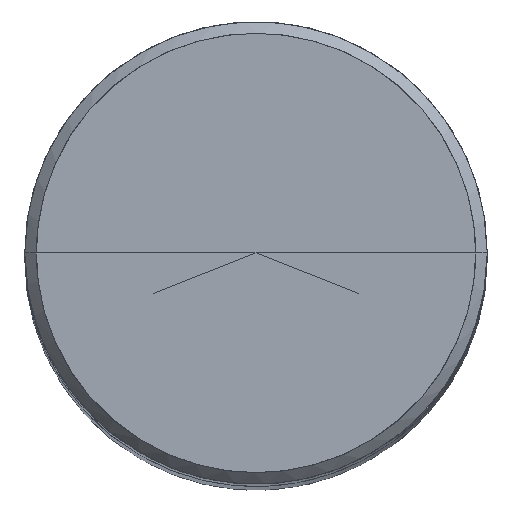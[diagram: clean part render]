
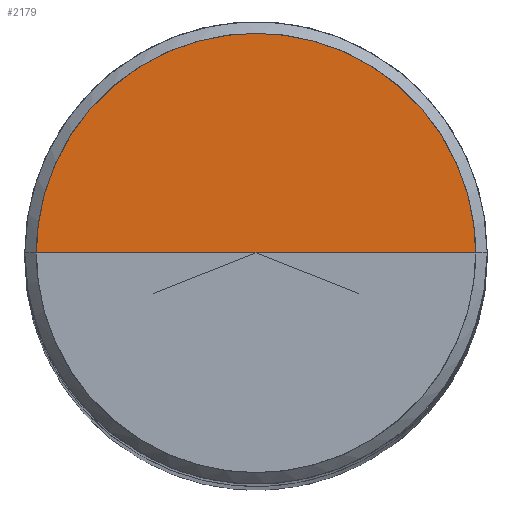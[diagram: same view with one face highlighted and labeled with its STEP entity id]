
A CAD part, top view. The second image highlights one B-rep face of the part: STEP entity #2179.
In plain terms, the highlighted free-form (B-spline) face has degree [1, 2] with [2, 5] control points.
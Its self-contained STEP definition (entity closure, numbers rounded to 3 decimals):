
#1937=CARTESIAN_POINT('',(9.5,0.0,50.0));
#1938=CARTESIAN_POINT('',(9.5,9.5,50.0));
#1939=CARTESIAN_POINT('',(0.0,9.5,50.0));
#1940=CARTESIAN_POINT('',(-9.5,9.5,50.0));
#1941=CARTESIAN_POINT('',(-9.5,0.0,50.0));
#1942=CARTESIAN_POINT('',(0.0,0.0,50.0));
#2164=(
BOUNDED_SURFACE()
B_SPLINE_SURFACE(1,2,(
(#1937,#1938,#1939,#1940,#1941),
(#1942,#1942,#1942,#1942,#1942)
), .UNSPECIFIED.,.F.,.F.,.F.)
B_SPLINE_SURFACE_WITH_KNOTS((2,2),(3,2,3),(
0.0,1.0),(
0.0,0.5,1.0), .UNSPECIFIED.)
GEOMETRIC_REPRESENTATION_ITEM()
RATIONAL_B_SPLINE_SURFACE(((1.0,0.707,1.0,0.707,1.0),
(1.0,0.707,1.0,0.707,1.0)
))
REPRESENTATION_ITEM('')
SURFACE()
);
#2165=(
BOUNDED_CURVE()
B_SPLINE_CURVE(2,(#1941,#1940,#1939,#1938,#1937),.UNSPECIFIED.,.F.,.F.)
B_SPLINE_CURVE_WITH_KNOTS((3,2,3),
(0.0,0.5,1.0),.UNSPECIFIED.)
CURVE()
GEOMETRIC_REPRESENTATION_ITEM()
RATIONAL_B_SPLINE_CURVE((1.0,0.707,1.0,0.707,1.0))
REPRESENTATION_ITEM('')
);
#2166=(
BOUNDED_CURVE()
B_SPLINE_CURVE(1,(#1937,#1942),.UNSPECIFIED.,.F.,.F.)
B_SPLINE_CURVE_WITH_KNOTS((2,2),
(0.0,1.0),.UNSPECIFIED.)
CURVE()
GEOMETRIC_REPRESENTATION_ITEM()
RATIONAL_B_SPLINE_CURVE((1.0,1.0))
REPRESENTATION_ITEM('')
);
#2167=(
BOUNDED_CURVE()
B_SPLINE_CURVE(1,(#1942,#1941),.UNSPECIFIED.,.F.,.F.)
B_SPLINE_CURVE_WITH_KNOTS((2,2),
(0.0,1.0),.UNSPECIFIED.)
CURVE()
GEOMETRIC_REPRESENTATION_ITEM()
RATIONAL_B_SPLINE_CURVE((1.0,1.0))
REPRESENTATION_ITEM('')
);
#2168=VERTEX_POINT('',#1937);
#2169=VERTEX_POINT('',#1941);
#2170=VERTEX_POINT('',#1942);
#2171=EDGE_CURVE('',#2169,#2168,#2165,.T.);
#2172=EDGE_CURVE('',#2168,#2170,#2166,.T.);
#2173=EDGE_CURVE('',#2170,#2169,#2167,.T.);
#2174=ORIENTED_EDGE('',*,*,#2171,.T.);
#2175=ORIENTED_EDGE('',*,*,#2172,.T.);
#2176=ORIENTED_EDGE('',*,*,#2173,.T.);
#2177=EDGE_LOOP('',(#2174,#2175,#2176));
#2178=FACE_OUTER_BOUND('',#2177,.T.);
#2179=ADVANCED_FACE('',(#2178),#2164,.T.);
